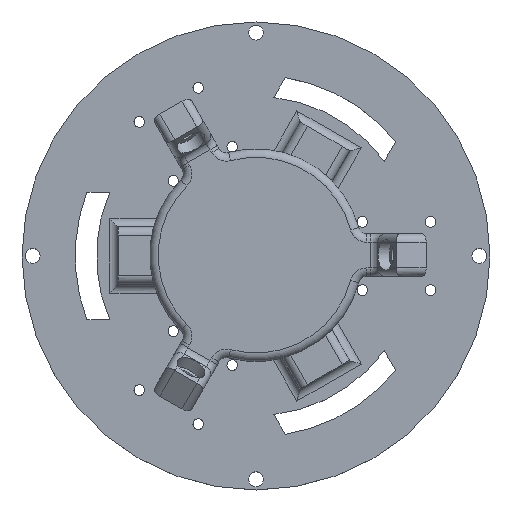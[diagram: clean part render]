
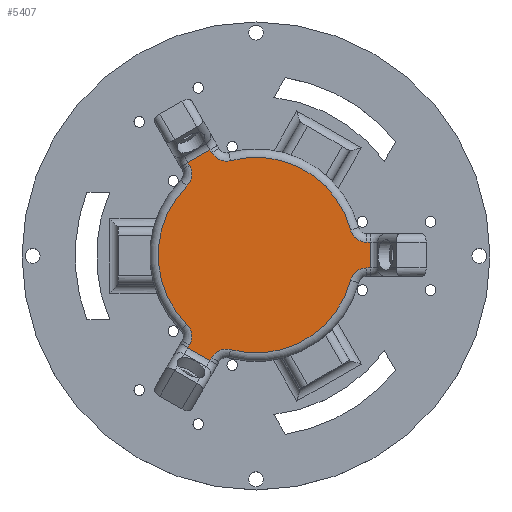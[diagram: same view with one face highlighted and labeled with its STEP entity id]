
A CAD part, top view. The second image highlights one B-rep face of the part: STEP entity #5407.
In plain terms, the highlighted planar face has unit normal (0, 0, 1).
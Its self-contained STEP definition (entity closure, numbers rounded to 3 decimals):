
#252=PLANE('',#5970);
#570=FACE_OUTER_BOUND('',#940,.T.);
#940=EDGE_LOOP('',(#4784,#4785,#4786,#4787,#4788,#4789,#4790,#4791,#4792,
#4793,#4794,#4795,#4796,#4797,#4798,#4799,#4800,#4801));
#1393=LINE('',#9084,#1867);
#1395=LINE('',#9108,#1869);
#1416=LINE('',#9204,#1890);
#1418=LINE('',#9228,#1892);
#1428=LINE('',#9276,#1902);
#1429=LINE('',#9279,#1903);
#1430=LINE('',#9281,#1904);
#1431=LINE('',#9289,#1905);
#1432=LINE('',#9290,#1906);
#1867=VECTOR('',#7302,10.);
#1869=VECTOR('',#7332,10.);
#1890=VECTOR('',#7415,10.);
#1892=VECTOR('',#7445,10.);
#1902=VECTOR('',#7485,10.);
#1903=VECTOR('',#7488,10.);
#1904=VECTOR('',#7489,10.);
#1905=VECTOR('',#7496,10.);
#1906=VECTOR('',#7497,10.);
#2103=CIRCLE('',#5899,4.);
#2106=CIRCLE('',#5903,23.);
#2109=CIRCLE('',#5907,4.);
#2126=CIRCLE('',#5943,4.);
#2129=CIRCLE('',#5947,23.);
#2132=CIRCLE('',#5951,4.);
#2143=CIRCLE('',#5971,4.);
#2144=CIRCLE('',#5972,23.);
#2145=CIRCLE('',#5973,4.);
#2568=VERTEX_POINT('',#9074);
#2570=VERTEX_POINT('',#9080);
#2572=VERTEX_POINT('',#9086);
#2574=VERTEX_POINT('',#9092);
#2576=VERTEX_POINT('',#9098);
#2578=VERTEX_POINT('',#9104);
#2601=VERTEX_POINT('',#9196);
#2603=VERTEX_POINT('',#9202);
#2605=VERTEX_POINT('',#9208);
#2607=VERTEX_POINT('',#9214);
#2609=VERTEX_POINT('',#9220);
#2611=VERTEX_POINT('',#9226);
#2624=VERTEX_POINT('',#9278);
#2625=VERTEX_POINT('',#9280);
#2626=VERTEX_POINT('',#9282);
#2627=VERTEX_POINT('',#9284);
#2628=VERTEX_POINT('',#9286);
#2629=VERTEX_POINT('',#9288);
#3283=EDGE_CURVE('',#2568,#2570,#1393,.T.);
#3286=EDGE_CURVE('',#2570,#2572,#2103,.T.);
#3289=EDGE_CURVE('',#2572,#2574,#2106,.T.);
#3292=EDGE_CURVE('',#2574,#2576,#2109,.T.);
#3295=EDGE_CURVE('',#2576,#2578,#1395,.T.);
#3334=EDGE_CURVE('',#2603,#2601,#1416,.T.);
#3337=EDGE_CURVE('',#2605,#2603,#2126,.T.);
#3340=EDGE_CURVE('',#2607,#2605,#2129,.T.);
#3343=EDGE_CURVE('',#2609,#2607,#2132,.T.);
#3346=EDGE_CURVE('',#2611,#2609,#1418,.T.);
#3366=EDGE_CURVE('',#2601,#2568,#1428,.T.);
#3367=EDGE_CURVE('',#2624,#2611,#1429,.T.);
#3368=EDGE_CURVE('',#2625,#2624,#1430,.T.);
#3369=EDGE_CURVE('',#2626,#2625,#2143,.T.);
#3370=EDGE_CURVE('',#2627,#2626,#2144,.T.);
#3371=EDGE_CURVE('',#2628,#2627,#2145,.T.);
#3372=EDGE_CURVE('',#2629,#2628,#1431,.T.);
#3373=EDGE_CURVE('',#2578,#2629,#1432,.T.);
#4784=ORIENTED_EDGE('',*,*,#3283,.F.);
#4785=ORIENTED_EDGE('',*,*,#3366,.F.);
#4786=ORIENTED_EDGE('',*,*,#3334,.F.);
#4787=ORIENTED_EDGE('',*,*,#3337,.F.);
#4788=ORIENTED_EDGE('',*,*,#3340,.F.);
#4789=ORIENTED_EDGE('',*,*,#3343,.F.);
#4790=ORIENTED_EDGE('',*,*,#3346,.F.);
#4791=ORIENTED_EDGE('',*,*,#3367,.F.);
#4792=ORIENTED_EDGE('',*,*,#3368,.F.);
#4793=ORIENTED_EDGE('',*,*,#3369,.F.);
#4794=ORIENTED_EDGE('',*,*,#3370,.F.);
#4795=ORIENTED_EDGE('',*,*,#3371,.F.);
#4796=ORIENTED_EDGE('',*,*,#3372,.F.);
#4797=ORIENTED_EDGE('',*,*,#3373,.F.);
#4798=ORIENTED_EDGE('',*,*,#3295,.F.);
#4799=ORIENTED_EDGE('',*,*,#3292,.F.);
#4800=ORIENTED_EDGE('',*,*,#3289,.F.);
#4801=ORIENTED_EDGE('',*,*,#3286,.F.);
#5407=ADVANCED_FACE('',(#570),#252,.T.);
#5899=AXIS2_PLACEMENT_3D('',#9090,#7309,#7310);
#5903=AXIS2_PLACEMENT_3D('',#9096,#7317,#7318);
#5907=AXIS2_PLACEMENT_3D('',#9102,#7325,#7326);
#5943=AXIS2_PLACEMENT_3D('',#9210,#7421,#7422);
#5947=AXIS2_PLACEMENT_3D('',#9216,#7429,#7430);
#5951=AXIS2_PLACEMENT_3D('',#9222,#7437,#7438);
#5970=AXIS2_PLACEMENT_3D('',#9277,#7486,#7487);
#5971=AXIS2_PLACEMENT_3D('',#9283,#7490,#7491);
#5972=AXIS2_PLACEMENT_3D('',#9285,#7492,#7493);
#5973=AXIS2_PLACEMENT_3D('',#9287,#7494,#7495);
#7302=DIRECTION('',(-1.,0.,0.));
#7309=DIRECTION('center_axis',(0.,0.,1.));
#7310=DIRECTION('ref_axis',(-0.609,0.793,0.));
#7317=DIRECTION('center_axis',(0.,0.,-1.));
#7318=DIRECTION('ref_axis',(0.5,-0.866,0.));
#7325=DIRECTION('center_axis',(0.,0.,1.));
#7326=DIRECTION('ref_axis',(-0.383,0.924,0.));
#7332=DIRECTION('',(-0.5,-0.866,0.));
#7415=DIRECTION('',(1.,0.,0.));
#7421=DIRECTION('center_axis',(0.,0.,1.));
#7422=DIRECTION('ref_axis',(-0.609,-0.793,0.));
#7429=DIRECTION('center_axis',(0.,0.,-1.));
#7430=DIRECTION('ref_axis',(0.5,0.866,0.));
#7437=DIRECTION('center_axis',(0.,0.,1.));
#7438=DIRECTION('ref_axis',(-0.383,-0.924,0.));
#7445=DIRECTION('',(0.5,-0.866,0.));
#7485=DIRECTION('',(0.,-1.,0.));
#7486=DIRECTION('center_axis',(0.,0.,1.));
#7487=DIRECTION('ref_axis',(1.,0.,0.));
#7488=DIRECTION('',(0.866,0.5,0.));
#7489=DIRECTION('',(-0.5,0.866,0.));
#7490=DIRECTION('center_axis',(0.,0.,1.));
#7491=DIRECTION('ref_axis',(0.991,-0.13,0.));
#7492=DIRECTION('center_axis',(0.,0.,-1.));
#7493=DIRECTION('ref_axis',(-1.,0.,0.));
#7494=DIRECTION('center_axis',(0.,0.,1.));
#7495=DIRECTION('ref_axis',(0.991,0.13,0.));
#7496=DIRECTION('',(0.5,0.866,0.));
#7497=DIRECTION('',(-0.866,0.5,0.));
#9074=CARTESIAN_POINT('',(26.845,-3.,5.));
#9080=CARTESIAN_POINT('',(26.077,-3.,5.));
#9084=CARTESIAN_POINT('',(7.5,-3.,5.));
#9086=CARTESIAN_POINT('',(22.214,-5.963,5.));
#9090=CARTESIAN_POINT('Origin',(26.077,-7.,5.));
#9092=CARTESIAN_POINT('',(-5.943,-22.219,5.));
#9096=CARTESIAN_POINT('Origin',(0.,0.,5.));
#9098=CARTESIAN_POINT('',(-10.44,-24.083,5.));
#9102=CARTESIAN_POINT('Origin',(-6.976,-26.083,5.));
#9104=CARTESIAN_POINT('',(-10.825,-24.749,5.));
#9108=CARTESIAN_POINT('',(-6.152,-16.655,5.));
#9196=CARTESIAN_POINT('',(26.845,3.,5.));
#9202=CARTESIAN_POINT('',(26.077,3.,5.));
#9204=CARTESIAN_POINT('',(17.5,3.,5.));
#9208=CARTESIAN_POINT('',(22.214,5.963,5.));
#9210=CARTESIAN_POINT('Origin',(26.077,7.,5.));
#9214=CARTESIAN_POINT('',(-5.943,22.219,5.));
#9216=CARTESIAN_POINT('Origin',(0.,0.,5.));
#9220=CARTESIAN_POINT('',(-10.44,24.083,5.));
#9222=CARTESIAN_POINT('Origin',(-6.976,26.083,5.));
#9226=CARTESIAN_POINT('',(-10.825,24.749,5.));
#9228=CARTESIAN_POINT('',(-1.152,7.995,5.));
#9276=CARTESIAN_POINT('',(26.845,2.5,5.));
#9277=CARTESIAN_POINT('Origin',(0.,0.,5.));
#9278=CARTESIAN_POINT('',(-16.021,21.749,5.));
#9279=CARTESIAN_POINT('',(-15.588,21.999,5.));
#9280=CARTESIAN_POINT('',(-15.636,21.083,5.));
#9281=CARTESIAN_POINT('',(-11.348,13.655,5.));
#9282=CARTESIAN_POINT('',(-16.271,16.256,5.));
#9283=CARTESIAN_POINT('Origin',(-19.101,19.083,5.));
#9284=CARTESIAN_POINT('',(-16.271,-16.256,5.));
#9285=CARTESIAN_POINT('Origin',(0.,0.,5.));
#9286=CARTESIAN_POINT('',(-15.636,-21.083,5.));
#9287=CARTESIAN_POINT('Origin',(-19.101,-19.083,5.));
#9288=CARTESIAN_POINT('',(-16.021,-21.749,5.));
#9289=CARTESIAN_POINT('',(-6.348,-4.995,5.));
#9290=CARTESIAN_POINT('',(-11.258,-24.499,5.));
